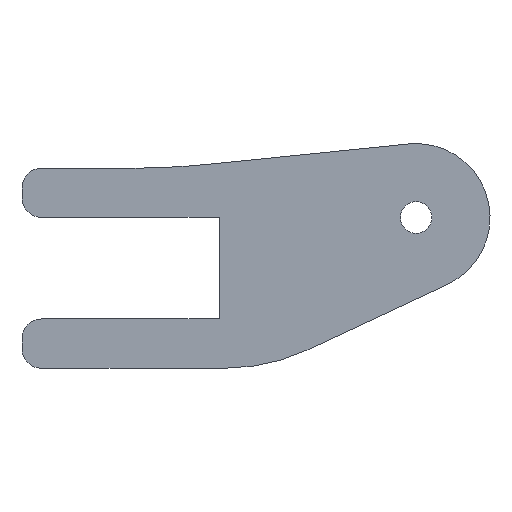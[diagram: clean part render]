
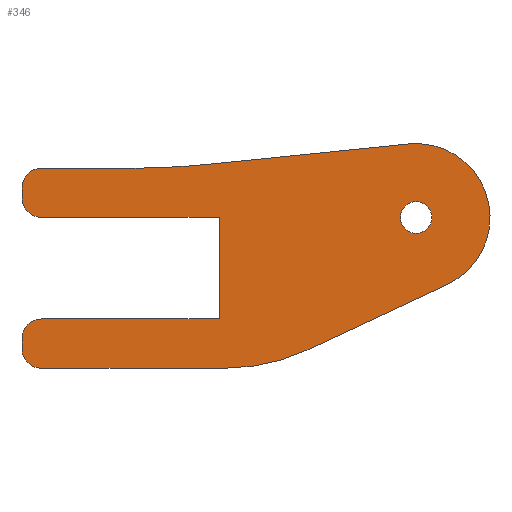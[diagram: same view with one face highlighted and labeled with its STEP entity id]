
A CAD part, front view. The second image highlights one B-rep face of the part: STEP entity #346.
In plain terms, the highlighted planar face has unit normal (0, -1, 0).
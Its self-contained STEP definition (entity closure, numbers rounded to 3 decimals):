
#13=FACE_BOUND($,#48,.T.);
#14=FACE_BOUND($,#49,.T.);
#18=PLANE($,#370);
#48=EDGE_LOOP($,(#244));
#49=EDGE_LOOP($,(#245,#246,#247,#248,#249,#250,#251,#252,#253,#254,#255,
#256,#257,#258,#259,#260));
#70=LINE($,#519,#104);
#73=LINE($,#527,#107);
#74=LINE($,#531,#108);
#75=LINE($,#535,#109);
#76=LINE($,#539,#110);
#77=LINE($,#543,#111);
#78=LINE($,#547,#112);
#79=LINE($,#549,#113);
#80=LINE($,#551,#114);
#104=VECTOR($,#413,1.);
#107=VECTOR($,#420,18.552);
#108=VECTOR($,#423,15.623);
#109=VECTOR($,#426,20.316);
#110=VECTOR($,#429,8.949);
#111=VECTOR($,#432,1.);
#112=VECTOR($,#435,18.);
#113=VECTOR($,#436,10.3);
#114=VECTOR($,#437,18.);
#137=CIRCLE($,#368,2.);
#138=CIRCLE($,#371,1.6);
#139=CIRCLE($,#372,20.);
#140=CIRCLE($,#373,7.5);
#141=CIRCLE($,#374,80.);
#142=CIRCLE($,#375,2.);
#143=CIRCLE($,#376,2.);
#144=CIRCLE($,#377,2.);
#154=VERTEX_POINT($,#512);
#155=VERTEX_POINT($,#514);
#156=VERTEX_POINT($,#518);
#158=VERTEX_POINT($,#524);
#159=VERTEX_POINT($,#526);
#160=VERTEX_POINT($,#528);
#161=VERTEX_POINT($,#530);
#162=VERTEX_POINT($,#532);
#163=VERTEX_POINT($,#534);
#164=VERTEX_POINT($,#536);
#165=VERTEX_POINT($,#538);
#166=VERTEX_POINT($,#540);
#167=VERTEX_POINT($,#542);
#168=VERTEX_POINT($,#544);
#169=VERTEX_POINT($,#546);
#170=VERTEX_POINT($,#548);
#171=VERTEX_POINT($,#550);
#188=EDGE_CURVE($,#154,#155,#137,.T.);
#190=EDGE_CURVE($,#156,#155,#70,.T.);
#193=EDGE_CURVE($,#158,#158,#138,.T.);
#194=EDGE_CURVE($,#154,#159,#73,.T.);
#195=EDGE_CURVE($,#159,#160,#139,.T.);
#196=EDGE_CURVE($,#160,#161,#74,.T.);
#197=EDGE_CURVE($,#161,#162,#140,.T.);
#198=EDGE_CURVE($,#162,#163,#75,.T.);
#199=EDGE_CURVE($,#163,#164,#141,.T.);
#200=EDGE_CURVE($,#164,#165,#76,.T.);
#201=EDGE_CURVE($,#166,#165,#142,.T.);
#202=EDGE_CURVE($,#166,#167,#77,.T.);
#203=EDGE_CURVE($,#168,#167,#143,.T.);
#204=EDGE_CURVE($,#168,#169,#78,.T.);
#205=EDGE_CURVE($,#169,#170,#79,.T.);
#206=EDGE_CURVE($,#170,#171,#80,.T.);
#207=EDGE_CURVE($,#156,#171,#144,.T.);
#244=ORIENTED_EDGE($,*,*,#193,.T.);
#245=ORIENTED_EDGE($,*,*,#188,.F.);
#246=ORIENTED_EDGE($,*,*,#194,.T.);
#247=ORIENTED_EDGE($,*,*,#195,.T.);
#248=ORIENTED_EDGE($,*,*,#196,.T.);
#249=ORIENTED_EDGE($,*,*,#197,.T.);
#250=ORIENTED_EDGE($,*,*,#198,.T.);
#251=ORIENTED_EDGE($,*,*,#199,.T.);
#252=ORIENTED_EDGE($,*,*,#200,.T.);
#253=ORIENTED_EDGE($,*,*,#201,.F.);
#254=ORIENTED_EDGE($,*,*,#202,.T.);
#255=ORIENTED_EDGE($,*,*,#203,.F.);
#256=ORIENTED_EDGE($,*,*,#204,.T.);
#257=ORIENTED_EDGE($,*,*,#205,.T.);
#258=ORIENTED_EDGE($,*,*,#206,.T.);
#259=ORIENTED_EDGE($,*,*,#207,.F.);
#260=ORIENTED_EDGE($,*,*,#190,.T.);
#346=ADVANCED_FACE($,(#13,#14),#18,.T.);
#368=AXIS2_PLACEMENT_3D($,#515,#408,#409);
#370=AXIS2_PLACEMENT_3D($,#523,#416,#417);
#371=AXIS2_PLACEMENT_3D($,#525,#418,#419);
#372=AXIS2_PLACEMENT_3D($,#529,#421,#422);
#373=AXIS2_PLACEMENT_3D($,#533,#424,#425);
#374=AXIS2_PLACEMENT_3D($,#537,#427,#428);
#375=AXIS2_PLACEMENT_3D($,#541,#430,#431);
#376=AXIS2_PLACEMENT_3D($,#545,#433,#434);
#377=AXIS2_PLACEMENT_3D($,#552,#438,#439);
#408=DIRECTION('center_axis',(0.,1.,0.));
#409=DIRECTION('ref_axis',(-0.707,0.,-0.707));
#413=DIRECTION($,(0.,0.,-1.));
#416=DIRECTION('center_axis',(0.,-1.,0.));
#417=DIRECTION('ref_axis',(0.,0.,-1.));
#418=DIRECTION('center_axis',(0.,1.,0.));
#419=DIRECTION('ref_axis',(1.,0.,0.));
#420=DIRECTION($,(1.,0.,0.));
#421=DIRECTION('center_axis',(0.,-1.,0.));
#422=DIRECTION('ref_axis',(-0.424,0.,0.906));
#423=DIRECTION($,(0.906,0.,0.424));
#424=DIRECTION('center_axis',(0.,-1.,0.));
#425=DIRECTION('ref_axis',(0.101,0.,-0.995));
#426=DIRECTION($,(-0.995,0.,-0.101));
#427=DIRECTION('center_axis',(0.,1.,0.));
#428=DIRECTION('ref_axis',(0.101,0.,-0.995));
#429=DIRECTION($,(-1.,0.,0.));
#430=DIRECTION('center_axis',(0.,1.,0.));
#431=DIRECTION('ref_axis',(-0.707,0.,0.707));
#432=DIRECTION($,(0.,0.,-1.));
#433=DIRECTION('center_axis',(0.,1.,0.));
#434=DIRECTION('ref_axis',(-0.707,0.,-0.707));
#435=DIRECTION($,(1.,0.,0.));
#436=DIRECTION($,(0.,0.,-1.));
#437=DIRECTION($,(-1.,0.,0.));
#438=DIRECTION('center_axis',(0.,1.,0.));
#439=DIRECTION('ref_axis',(-0.707,0.,0.707));
#512=CARTESIAN_POINT('',(-38.,0.,-15.3));
#514=CARTESIAN_POINT('',(-40.,0.,-13.3));
#515=CARTESIAN_POINT('Origin',(-38.,0.,-13.3));
#518=CARTESIAN_POINT('',(-40.,0.,-12.3));
#519=CARTESIAN_POINT($,(-40.,0.,-10.3));
#523=CARTESIAN_POINT('Origin',(-20.797,0.,-4.101));
#524=CARTESIAN_POINT('',(-1.6,0.,0.));
#525=CARTESIAN_POINT('Origin',(0.,0.,0.));
#526=CARTESIAN_POINT('',(-19.448,0.,-15.3));
#527=CARTESIAN_POINT($,(-40.,0.,-15.3));
#528=CARTESIAN_POINT('',(-10.971,0.,-13.415));
#529=CARTESIAN_POINT('Origin',(-19.448,0.,4.7));
#530=CARTESIAN_POINT('',(3.179,0.,-6.793));
#531=CARTESIAN_POINT($,(-10.971,0.,-13.415));
#532=CARTESIAN_POINT('',(-0.758,0.,7.462));
#533=CARTESIAN_POINT('Origin',(0.,0.,0.));
#534=CARTESIAN_POINT('',(-20.969,0.,5.409));
#535=CARTESIAN_POINT($,(-0.758,0.,7.462));
#536=CARTESIAN_POINT('',(-29.051,0.,5.));
#537=CARTESIAN_POINT('Origin',(-29.051,0.,85.));
#538=CARTESIAN_POINT('',(-38.,0.,5.));
#539=CARTESIAN_POINT($,(-29.051,0.,5.));
#540=CARTESIAN_POINT('',(-40.,0.,3.));
#541=CARTESIAN_POINT('Origin',(-38.,0.,3.));
#542=CARTESIAN_POINT('',(-40.,0.,2.));
#543=CARTESIAN_POINT($,(-40.,0.,5.));
#544=CARTESIAN_POINT('',(-38.,0.,0.));
#545=CARTESIAN_POINT('Origin',(-38.,0.,2.));
#546=CARTESIAN_POINT('',(-20.,0.,0.));
#547=CARTESIAN_POINT($,(-40.,0.,0.));
#548=CARTESIAN_POINT('',(-20.,0.,-10.3));
#549=CARTESIAN_POINT($,(-20.,0.,0.));
#550=CARTESIAN_POINT('',(-38.,0.,-10.3));
#551=CARTESIAN_POINT($,(-20.,0.,-10.3));
#552=CARTESIAN_POINT('Origin',(-38.,0.,-12.3));
